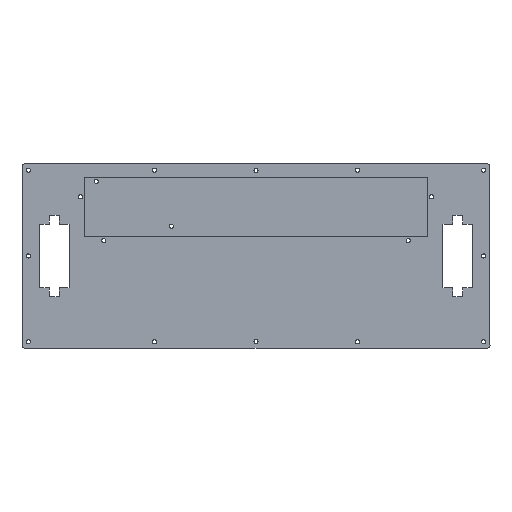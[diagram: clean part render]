
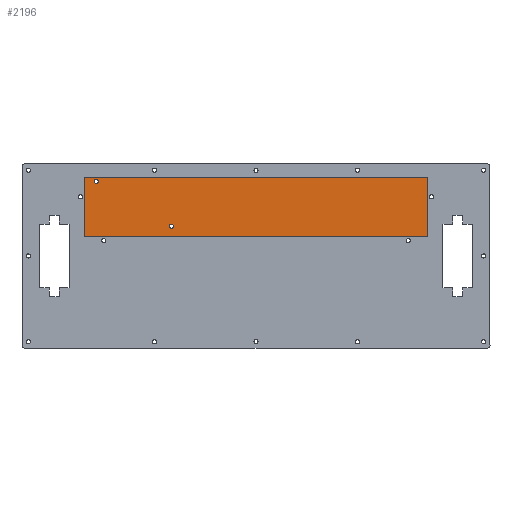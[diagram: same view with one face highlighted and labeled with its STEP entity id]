
A CAD part, top view. The second image highlights one B-rep face of the part: STEP entity #2196.
In plain terms, the highlighted planar face has unit normal (0, 0, 1).
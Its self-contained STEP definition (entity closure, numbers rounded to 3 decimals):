
#39=FACE_BOUND('',#313,.T.);
#40=FACE_BOUND('',#314,.T.);
#41=FACE_BOUND('',#315,.T.);
#42=FACE_BOUND('',#316,.T.);
#43=FACE_BOUND('',#317,.T.);
#44=FACE_BOUND('',#318,.T.);
#45=FACE_BOUND('',#319,.T.);
#46=FACE_BOUND('',#320,.T.);
#47=FACE_BOUND('',#321,.T.);
#125=PLANE('',#2364);
#202=FACE_OUTER_BOUND('',#312,.T.);
#312=EDGE_LOOP('',(#1581,#1582,#1583,#1584));
#313=EDGE_LOOP('',(#1585));
#314=EDGE_LOOP('',(#1586));
#315=EDGE_LOOP('',(#1587));
#316=EDGE_LOOP('',(#1588));
#317=EDGE_LOOP('',(#1589));
#318=EDGE_LOOP('',(#1590));
#319=EDGE_LOOP('',(#1591));
#320=EDGE_LOOP('',(#1592));
#321=EDGE_LOOP('',(#1593));
#502=LINE('',#3219,#724);
#505=LINE('',#3225,#727);
#508=LINE('',#3231,#730);
#511=LINE('',#3235,#733);
#724=VECTOR('',#2603,10.);
#727=VECTOR('',#2608,10.);
#730=VECTOR('',#2613,10.);
#733=VECTOR('',#2618,10.);
#936=CIRCLE('',#2335,1.6);
#938=CIRCLE('',#2338,1.6);
#940=CIRCLE('',#2341,1.6);
#942=CIRCLE('',#2344,1.6);
#944=CIRCLE('',#2347,1.6);
#946=CIRCLE('',#2350,1.6);
#948=CIRCLE('',#2353,1.6);
#950=CIRCLE('',#2356,1.6);
#952=CIRCLE('',#2359,1.6);
#1020=VERTEX_POINT('',#3161);
#1022=VERTEX_POINT('',#3167);
#1024=VERTEX_POINT('',#3173);
#1026=VERTEX_POINT('',#3179);
#1028=VERTEX_POINT('',#3185);
#1030=VERTEX_POINT('',#3191);
#1032=VERTEX_POINT('',#3197);
#1034=VERTEX_POINT('',#3203);
#1036=VERTEX_POINT('',#3209);
#1039=VERTEX_POINT('',#3216);
#1040=VERTEX_POINT('',#3218);
#1042=VERTEX_POINT('',#3224);
#1044=VERTEX_POINT('',#3230);
#1225=EDGE_CURVE('',#1020,#1020,#936,.T.);
#1228=EDGE_CURVE('',#1022,#1022,#938,.T.);
#1231=EDGE_CURVE('',#1024,#1024,#940,.T.);
#1234=EDGE_CURVE('',#1026,#1026,#942,.T.);
#1237=EDGE_CURVE('',#1028,#1028,#944,.T.);
#1240=EDGE_CURVE('',#1030,#1030,#946,.T.);
#1243=EDGE_CURVE('',#1032,#1032,#948,.T.);
#1246=EDGE_CURVE('',#1034,#1034,#950,.T.);
#1249=EDGE_CURVE('',#1036,#1036,#952,.T.);
#1252=EDGE_CURVE('',#1040,#1039,#502,.T.);
#1255=EDGE_CURVE('',#1042,#1040,#505,.T.);
#1258=EDGE_CURVE('',#1044,#1042,#508,.T.);
#1261=EDGE_CURVE('',#1039,#1044,#511,.T.);
#1581=ORIENTED_EDGE('',*,*,#1261,.T.);
#1582=ORIENTED_EDGE('',*,*,#1258,.T.);
#1583=ORIENTED_EDGE('',*,*,#1255,.T.);
#1584=ORIENTED_EDGE('',*,*,#1252,.T.);
#1585=ORIENTED_EDGE('',*,*,#1249,.T.);
#1586=ORIENTED_EDGE('',*,*,#1246,.T.);
#1587=ORIENTED_EDGE('',*,*,#1243,.T.);
#1588=ORIENTED_EDGE('',*,*,#1240,.T.);
#1589=ORIENTED_EDGE('',*,*,#1237,.T.);
#1590=ORIENTED_EDGE('',*,*,#1234,.T.);
#1591=ORIENTED_EDGE('',*,*,#1231,.T.);
#1592=ORIENTED_EDGE('',*,*,#1228,.T.);
#1593=ORIENTED_EDGE('',*,*,#1225,.T.);
#2196=ADVANCED_FACE('',(#202,#39,#40,#41,#42,#43,#44,#45,#46,#47),#125,
 .T.);
#2335=AXIS2_PLACEMENT_3D('',#3163,#2541,#2542);
#2338=AXIS2_PLACEMENT_3D('',#3169,#2548,#2549);
#2341=AXIS2_PLACEMENT_3D('',#3175,#2555,#2556);
#2344=AXIS2_PLACEMENT_3D('',#3181,#2562,#2563);
#2347=AXIS2_PLACEMENT_3D('',#3187,#2569,#2570);
#2350=AXIS2_PLACEMENT_3D('',#3193,#2576,#2577);
#2353=AXIS2_PLACEMENT_3D('',#3199,#2583,#2584);
#2356=AXIS2_PLACEMENT_3D('',#3205,#2590,#2591);
#2359=AXIS2_PLACEMENT_3D('',#3211,#2597,#2598);
#2364=AXIS2_PLACEMENT_3D('',#3236,#2619,#2620);
#2541=DIRECTION('center_axis',(0.,0.,-1.));
#2542=DIRECTION('ref_axis',(1.,0.,0.));
#2548=DIRECTION('center_axis',(0.,0.,-1.));
#2549=DIRECTION('ref_axis',(1.,0.,0.));
#2555=DIRECTION('center_axis',(0.,0.,-1.));
#2556=DIRECTION('ref_axis',(1.,0.,0.));
#2562=DIRECTION('center_axis',(0.,0.,-1.));
#2563=DIRECTION('ref_axis',(1.,0.,0.));
#2569=DIRECTION('center_axis',(0.,0.,-1.));
#2570=DIRECTION('ref_axis',(1.,0.,0.));
#2576=DIRECTION('center_axis',(0.,0.,-1.));
#2577=DIRECTION('ref_axis',(1.,0.,0.));
#2583=DIRECTION('center_axis',(0.,0.,-1.));
#2584=DIRECTION('ref_axis',(1.,0.,0.));
#2590=DIRECTION('center_axis',(0.,0.,-1.));
#2591=DIRECTION('ref_axis',(1.,0.,0.));
#2597=DIRECTION('center_axis',(0.,0.,-1.));
#2598=DIRECTION('ref_axis',(1.,0.,0.));
#2603=DIRECTION('',(0.,-1.,0.));
#2608=DIRECTION('',(-1.,0.,0.));
#2613=DIRECTION('',(0.,1.,0.));
#2618=DIRECTION('',(1.,0.,0.));
#2619=DIRECTION('center_axis',(0.,0.,1.));
#2620=DIRECTION('ref_axis',(1.,0.,0.));
#3161=CARTESIAN_POINT('',(123.03,348.665,2.5));
#3163=CARTESIAN_POINT('Origin',(124.63,348.665,2.5));
#3167=CARTESIAN_POINT('',(109.814,392.797,2.5));
#3169=CARTESIAN_POINT('Origin',(111.414,392.797,2.5));
#3173=CARTESIAN_POINT('',(309.814,337.297,2.5));
#3175=CARTESIAN_POINT('Origin',(311.414,337.297,2.5));
#3179=CARTESIAN_POINT('',(69.814,337.297,2.5));
#3181=CARTESIAN_POINT('Origin',(71.414,337.297,2.5));
#3185=CARTESIAN_POINT('',(269.814,392.797,2.5));
#3187=CARTESIAN_POINT('Origin',(271.414,392.797,2.5));
#3191=CARTESIAN_POINT('',(328.195,371.915,2.5));
#3193=CARTESIAN_POINT('Origin',(329.795,371.915,2.5));
#3197=CARTESIAN_POINT('',(189.814,392.797,2.5));
#3199=CARTESIAN_POINT('Origin',(191.414,392.797,2.5));
#3203=CARTESIAN_POINT('',(51.432,371.915,2.5));
#3205=CARTESIAN_POINT('Origin',(53.032,371.915,2.5));
#3209=CARTESIAN_POINT('',(63.736,384.083,2.5));
#3211=CARTESIAN_POINT('Origin',(65.336,384.083,2.5));
#3216=CARTESIAN_POINT('',(48.032,331.028,2.5));
#3218=CARTESIAN_POINT('',(48.032,397.797,2.5));
#3219=CARTESIAN_POINT('',(48.032,397.797,2.5));
#3224=CARTESIAN_POINT('',(334.795,397.797,2.5));
#3225=CARTESIAN_POINT('',(334.795,397.797,2.5));
#3230=CARTESIAN_POINT('',(334.795,331.028,2.5));
#3231=CARTESIAN_POINT('',(334.795,331.028,2.5));
#3235=CARTESIAN_POINT('',(48.032,331.028,2.5));
#3236=CARTESIAN_POINT('Origin',(208.984,204.685,2.5));
